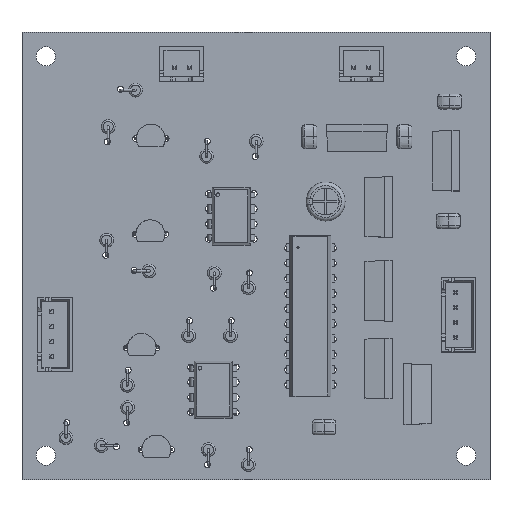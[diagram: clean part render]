
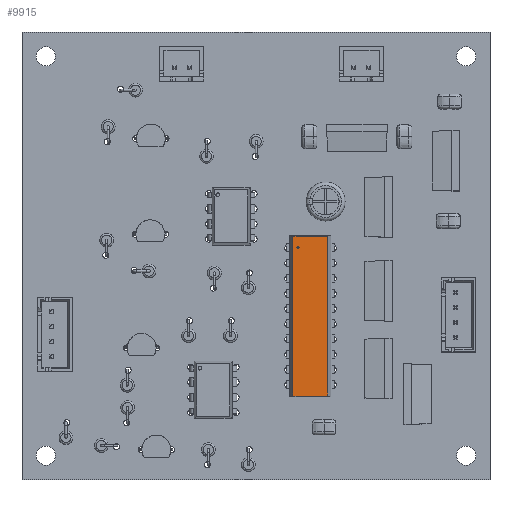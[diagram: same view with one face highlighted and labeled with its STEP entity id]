
A CAD part, top view. The second image highlights one B-rep face of the part: STEP entity #9915.
In plain terms, the highlighted planar face has unit normal (0, 0, 1).
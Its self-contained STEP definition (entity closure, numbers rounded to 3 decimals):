
#9915 = ADVANCED_FACE('',(#9916),#9950,.T.);
#9916 = FACE_BOUND('',#9917,.T.);
#9917 = EDGE_LOOP('',(#9918,#9928,#9936,#9944));
#9918 = ORIENTED_EDGE('',*,*,#9919,.F.);
#9919 = EDGE_CURVE('',#9920,#9922,#9924,.T.);
#9920 = VERTEX_POINT('',#9921);
#9921 = CARTESIAN_POINT('',(6.858,-24.79,3.81));
#9922 = VERTEX_POINT('',#9923);
#9923 = CARTESIAN_POINT('',(1.016,-24.79,3.81));
#9924 = LINE('',#9925,#9926);
#9925 = CARTESIAN_POINT('',(6.858,-24.79,3.81));
#9926 = VECTOR('',#9927,1.);
#9927 = DIRECTION('',(-1.,0.,0.));
#9928 = ORIENTED_EDGE('',*,*,#9929,.F.);
#9929 = EDGE_CURVE('',#9930,#9920,#9932,.T.);
#9930 = VERTEX_POINT('',#9931);
#9931 = CARTESIAN_POINT('',(6.858,1.93,3.81));
#9932 = LINE('',#9933,#9934);
#9933 = CARTESIAN_POINT('',(6.858,1.93,3.81));
#9934 = VECTOR('',#9935,1.);
#9935 = DIRECTION('',(0.,-1.,0.));
#9936 = ORIENTED_EDGE('',*,*,#9937,.F.);
#9937 = EDGE_CURVE('',#9938,#9930,#9940,.T.);
#9938 = VERTEX_POINT('',#9939);
#9939 = CARTESIAN_POINT('',(1.016,1.93,3.81));
#9940 = LINE('',#9941,#9942);
#9941 = CARTESIAN_POINT('',(1.016,1.93,3.81));
#9942 = VECTOR('',#9943,1.);
#9943 = DIRECTION('',(1.,0.,0.));
#9944 = ORIENTED_EDGE('',*,*,#9945,.F.);
#9945 = EDGE_CURVE('',#9922,#9938,#9946,.T.);
#9946 = LINE('',#9947,#9948);
#9947 = CARTESIAN_POINT('',(1.016,-24.79,3.81));
#9948 = VECTOR('',#9949,1.);
#9949 = DIRECTION('',(0.,1.,0.));
#9950 = PLANE('',#9951);
#9951 = AXIS2_PLACEMENT_3D('',#9952,#9953,#9954);
#9952 = CARTESIAN_POINT('',(1.016,-24.79,3.81));
#9953 = DIRECTION('',(0.,0.,1.));
#9954 = DIRECTION('',(0.,1.,0.));
